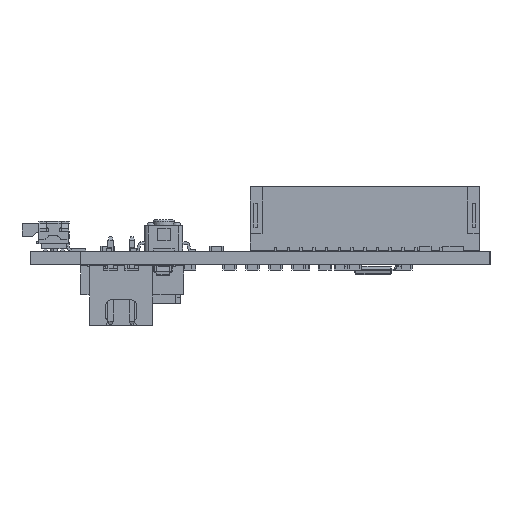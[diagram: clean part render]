
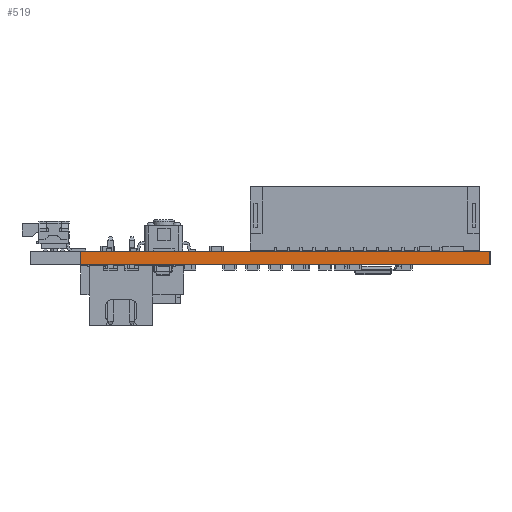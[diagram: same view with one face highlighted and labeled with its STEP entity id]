
A CAD part, left-side view. The second image highlights one B-rep face of the part: STEP entity #519.
In plain terms, the highlighted planar face has unit normal (-1, 0, 0).
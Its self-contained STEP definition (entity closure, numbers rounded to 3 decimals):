
#297 = EDGE_CURVE('',#298,#300,#302,.T.);
#298 = VERTEX_POINT('',#299);
#299 = CARTESIAN_POINT('',(-33.147,-49.174,0.));
#300 = VERTEX_POINT('',#301);
#301 = CARTESIAN_POINT('',(-33.147,-49.174,1.6));
#302 = LINE('',#303,#304);
#303 = CARTESIAN_POINT('',(-33.147,-49.174,0.));
#304 = VECTOR('',#305,1.);
#305 = DIRECTION('',(0.,0.,1.));
#494 = VERTEX_POINT('',#495);
#495 = CARTESIAN_POINT('',(-33.147,-1.,1.6));
#501 = EDGE_CURVE('',#502,#494,#504,.T.);
#502 = VERTEX_POINT('',#503);
#503 = CARTESIAN_POINT('',(-33.147,-1.,0.));
#504 = LINE('',#505,#506);
#505 = CARTESIAN_POINT('',(-33.147,-1.,0.));
#506 = VECTOR('',#507,1.);
#507 = DIRECTION('',(0.,0.,1.));
#519 = ADVANCED_FACE('',(#520),#536,.F.);
#520 = FACE_BOUND('',#521,.F.);
#521 = EDGE_LOOP('',(#522,#523,#529,#530));
#522 = ORIENTED_EDGE('',*,*,#501,.T.);
#523 = ORIENTED_EDGE('',*,*,#524,.T.);
#524 = EDGE_CURVE('',#494,#300,#525,.T.);
#525 = LINE('',#526,#527);
#526 = CARTESIAN_POINT('',(-33.147,-1.,1.6));
#527 = VECTOR('',#528,1.);
#528 = DIRECTION('',(0.,-1.,0.));
#529 = ORIENTED_EDGE('',*,*,#297,.F.);
#530 = ORIENTED_EDGE('',*,*,#531,.F.);
#531 = EDGE_CURVE('',#502,#298,#532,.T.);
#532 = LINE('',#533,#534);
#533 = CARTESIAN_POINT('',(-33.147,-1.,0.));
#534 = VECTOR('',#535,1.);
#535 = DIRECTION('',(0.,-1.,0.));
#536 = PLANE('',#537);
#537 = AXIS2_PLACEMENT_3D('',#538,#539,#540);
#538 = CARTESIAN_POINT('',(-33.147,-1.,0.));
#539 = DIRECTION('',(1.,0.,-0.));
#540 = DIRECTION('',(0.,-1.,0.));
